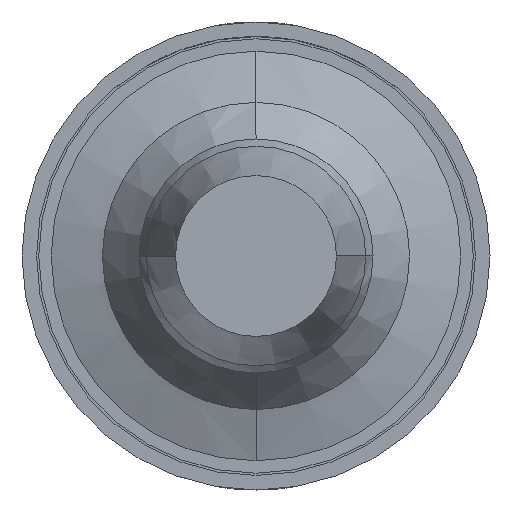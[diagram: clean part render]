
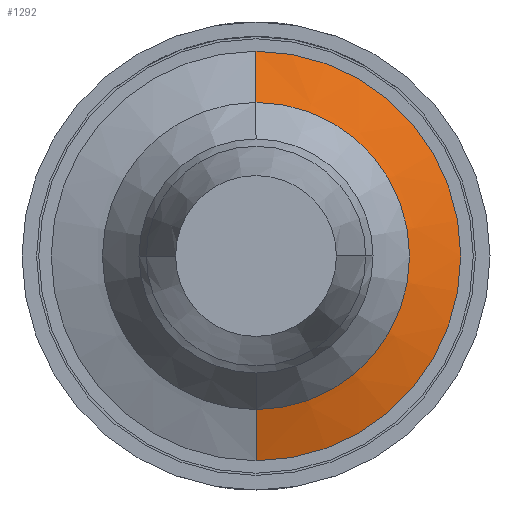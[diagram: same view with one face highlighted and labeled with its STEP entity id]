
A CAD part, front view. The second image highlights one B-rep face of the part: STEP entity #1292.
In plain terms, the highlighted conical face has half-angle 71.565 degrees and reference radius 0.8 mm.
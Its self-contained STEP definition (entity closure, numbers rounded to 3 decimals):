
#181 = VECTOR ( 'NONE', #5048, 1000. ) ;
#271 = DIRECTION ( 'NONE',  ( 0., 0., -1. ) ) ;
#684 = CIRCLE ( 'NONE', #1121, 1.4 ) ;
#1081 = VERTEX_POINT ( 'NONE', #2000 ) ;
#1121 = AXIS2_PLACEMENT_3D ( 'NONE', #5700, #2679, #3705 ) ;
#1292 = ADVANCED_FACE ( 'Defeature ausgef�hrt1_37', ( #6292 ), #3715, .T. ) ;
#1364 = VERTEX_POINT ( 'NONE', #2018 ) ;
#1442 = EDGE_CURVE ( 'Defeature ausgef�hrt1_38+Defeature ausgef�hrt1_37+Defeature ausgef�hrt1_37+Defeature ausgef�hrt1_37', #4375, #5159, #684, .T. ) ;
#1791 = AXIS2_PLACEMENT_3D ( 'NONE', #4387, #5882, #2339 ) ;
#1907 = ORIENTED_EDGE ( 'NONE', *, *, #1442, .F. ) ;
#2000 = CARTESIAN_POINT ( 'NONE',  ( 0., -41.6, -0.8 ) ) ;
#2018 = CARTESIAN_POINT ( 'NONE',  ( 0., -41.6, 0.8 ) ) ;
#2065 = LINE ( 'NONE', #5160, #2732 ) ;
#2317 = LINE ( 'NONE', #4309, #181 ) ;
#2339 = DIRECTION ( 'NONE',  ( 0., 0., -1. ) ) ;
#2429 = ORIENTED_EDGE ( 'NONE', *, *, #2590, .F. ) ;
#2529 = EDGE_LOOP ( 'NONE', ( #2429, #6064, #5219, #1907 ) ) ;
#2590 = EDGE_CURVE ( 'NONE', #1364, #4375, #2317, .T. ) ;
#2679 = DIRECTION ( 'NONE',  ( 0., 1., 0. ) ) ;
#2732 = VECTOR ( 'NONE', #3591, 1000. ) ;
#3591 = DIRECTION ( 'NONE',  ( 0., 0.316, -0.949 ) ) ;
#3700 = CIRCLE ( 'NONE', #1791, 0.8 ) ;
#3705 = DIRECTION ( 'NONE',  ( 0., 0., -1. ) ) ;
#3715 = CONICAL_SURFACE ( 'NONE', #4697, 0.8, 1.249 ) ;
#4309 = CARTESIAN_POINT ( 'NONE',  ( 0., -41.6, 0.8 ) ) ;
#4375 = VERTEX_POINT ( 'NONE', #5564 ) ;
#4387 = CARTESIAN_POINT ( 'NONE',  ( 0., -41.6, 0. ) ) ;
#4543 = EDGE_CURVE ( 'NONE', #1081, #5159, #2065, .T. ) ;
#4697 = AXIS2_PLACEMENT_3D ( 'NONE', #6089, #4989, #271 ) ;
#4989 = DIRECTION ( 'NONE',  ( 0., 1., 0. ) ) ;
#5048 = DIRECTION ( 'NONE',  ( 0., 0.316, 0.949 ) ) ;
#5159 = VERTEX_POINT ( 'NONE', #5661 ) ;
#5160 = CARTESIAN_POINT ( 'NONE',  ( 0., -41.6, -0.8 ) ) ;
#5210 = EDGE_CURVE ( 'Defeature ausgef�hrt1_37+Defeature ausgef�hrt1_36+Defeature ausgef�hrt1_36+Defeature ausgef�hrt1_36', #1364, #1081, #3700, .T. ) ;
#5219 = ORIENTED_EDGE ( 'NONE', *, *, #4543, .T. ) ;
#5564 = CARTESIAN_POINT ( 'NONE',  ( 0., -41.4, 1.4 ) ) ;
#5661 = CARTESIAN_POINT ( 'NONE',  ( 0., -41.4, -1.4 ) ) ;
#5700 = CARTESIAN_POINT ( 'NONE',  ( 0., -41.4, 0. ) ) ;
#5882 = DIRECTION ( 'NONE',  ( 0., 1., 0. ) ) ;
#6064 = ORIENTED_EDGE ( 'NONE', *, *, #5210, .T. ) ;
#6089 = CARTESIAN_POINT ( 'NONE',  ( 0., -41.6, 0. ) ) ;
#6292 = FACE_OUTER_BOUND ( 'NONE', #2529, .T. ) ;
